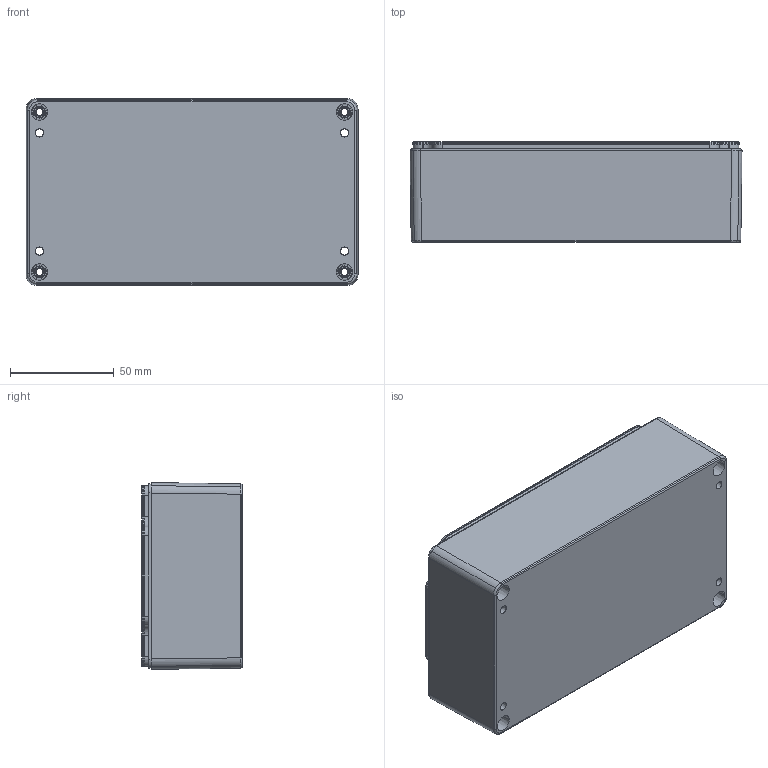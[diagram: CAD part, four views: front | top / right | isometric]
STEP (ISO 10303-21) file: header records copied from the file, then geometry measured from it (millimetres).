
FILE_DESCRIPTION (( 'STEP AP214' ), '1' );
FILE_NAME ('1554J-Body.STEP', '2021-10-20T08:37:16', ( '' ), ( '' ), 'SwSTEP 2.0', 'SolidWorks 2020', '' );
FILE_SCHEMA (( 'AUTOMOTIVE_DESIGN' ));
Length unit declared in the file: millimetre
Products named in the file (6): IN-M4 (insert M4-0.7X5.75mm SS).stp; IN100 (insert M3-0.5X5.75mm BRASS).stp; 1554J Box.stp; 1554J-K GASKET.stp; 1554J.stp; 1554J-Body
Assembly tree (11 placements, depth 3):
  1554J-Body
    1554J.stp
      1554J Box.stp
      1554J-K GASKET.stp
      IN-M4 (insert M4-0.7X5.75mm SS).stp  x4
      IN100 (insert M3-0.5X5.75mm BRASS).stp  x4
Bounding box: 159.97 x 48.5 x 89.97 mm (x, y, z)
Volume: 118402 mm3; surface area: 89807.9 mm2
Topology: 10 solids, 10 shells, 1146 faces, 3001 edges, 1938 vertices
Faces by surface type: cylinder 402, bspline 328, plane 202, cone 177, torus 37
Entity records: 21479 total; most frequent: CARTESIAN_POINT 6543, ORIENTED_EDGE 3236, DIRECTION 2894, EDGE_CURVE 1618, AXIS2_PLACEMENT_3D 1144, VERTEX_POINT 1032, EDGE_LOOP 688, FACE_OUTER_BOUND 630
